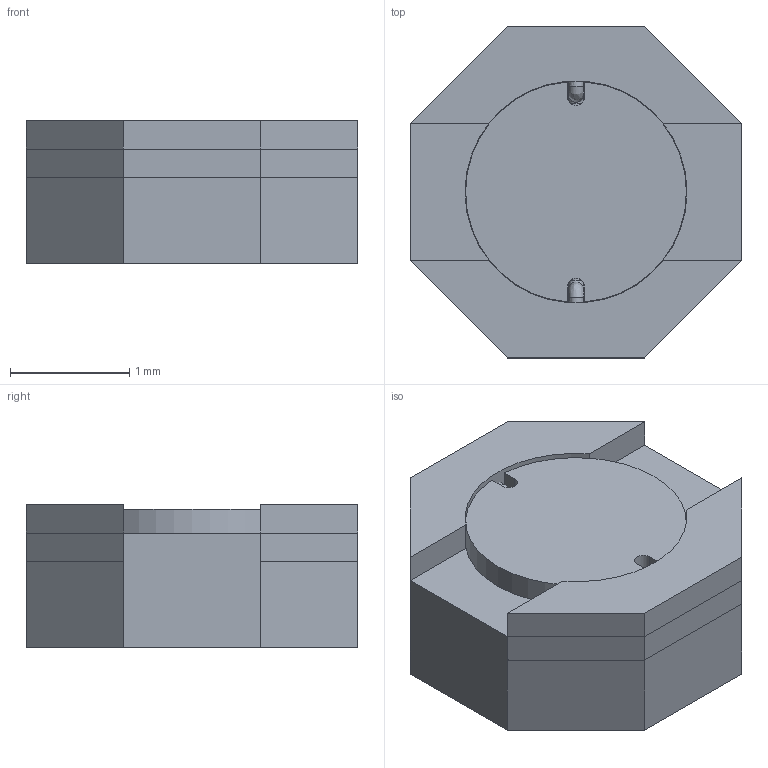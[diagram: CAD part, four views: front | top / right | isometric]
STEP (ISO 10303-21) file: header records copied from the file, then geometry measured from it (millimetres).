
FILE_DESCRIPTION( ( 'Unknown' ), '1' );
FILE_NAME( '744029001.stp', 'Unknown', ( 'Unknown' ), ( 'Unknown' ), 'XStep 1.0', 'Unknown', ' ' );
FILE_SCHEMA( ( 'automotive_design' ) );
Length unit declared in the file: millimetre
Products named in the file (7): Assem1; 744029001; L飆fl踄he
Bounding box: 2.78 x 2.78 x 1.2 mm (x, y, z)
Surface area: 105.3 mm2
Topology: 12 solids, 12 shells, 260 faces, 620 edges, 408 vertices
Faces by surface type: plane 184, extrusion 32, bspline 26, cylinder 18
Full cylindrical faces by diameter (mm): 0.9 x2, 1.85 x2, 1.86 x2
Entity records: 6753 total; most frequent: CARTESIAN_POINT 3082, ORIENTED_EDGE 580, DIRECTION 405, EDGE_CURVE 290, VERTEX_POINT 201, EDGE_LOOP 161, B_SPLINE_CURVE_WITH_KNOTS 153, VECTOR 149
